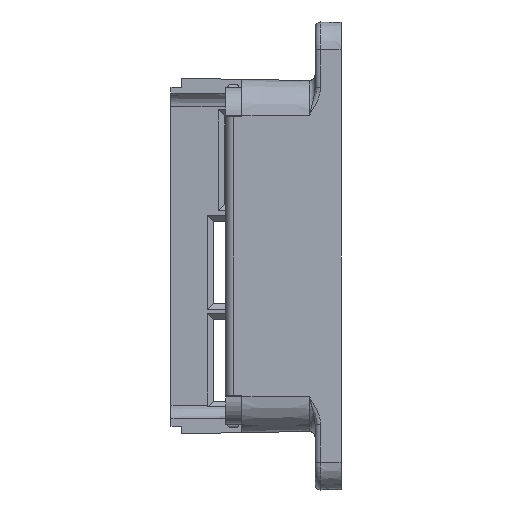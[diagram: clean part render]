
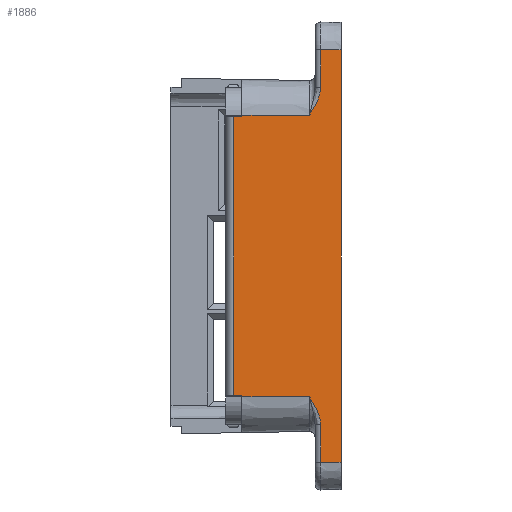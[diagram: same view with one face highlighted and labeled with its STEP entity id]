
A CAD part, left-side view. The second image highlights one B-rep face of the part: STEP entity #1886.
In plain terms, the highlighted planar face has unit normal (-1, -0.018, 0).
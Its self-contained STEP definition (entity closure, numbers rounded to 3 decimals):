
#1 = EDGE_CURVE ( 'NONE', #6398, #550, #8975, .T. ) ;
#38 = DIRECTION ( 'NONE',  ( 0., 0., -1. ) ) ;
#39 = CARTESIAN_POINT ( 'NONE',  ( -6.296, 3.745, 0. ) ) ;
#55 = CARTESIAN_POINT ( 'NONE',  ( -6.6, 21.16, 0. ) ) ;
#69 = ORIENTED_EDGE ( 'NONE', *, *, #9702, .T. ) ;
#124 = LINE ( 'NONE', #7570, #6547 ) ;
#158 = EDGE_CURVE ( 'NONE', #725, #550, #3916, .T. ) ;
#296 = ORIENTED_EDGE ( 'NONE', *, *, #158, .T. ) ;
#333 = VERTEX_POINT ( 'NONE', #423 ) ;
#386 = CARTESIAN_POINT ( 'NONE',  ( -6.311, 4.621, -53.626 ) ) ;
#423 = CARTESIAN_POINT ( 'NONE',  ( -6.296, 3.745, -56.709 ) ) ;
#522 = VECTOR ( 'NONE', #4664, 1000. ) ;
#550 = VERTEX_POINT ( 'NONE', #5791 ) ;
#645 = VERTEX_POINT ( 'NONE', #7499 ) ;
#724 = VECTOR ( 'NONE', #9117, 1000. ) ;
#725 = VERTEX_POINT ( 'NONE', #9735 ) ;
#758 = EDGE_CURVE ( 'NONE', #6398, #1266, #2041, .T. ) ;
#807 = CARTESIAN_POINT ( 'NONE',  ( -6.6, 21.16, -51.34 ) ) ;
#838 = CARTESIAN_POINT ( 'NONE',  ( -6.231, 0., 0. ) ) ;
#845 = CARTESIAN_POINT ( 'NONE',  ( -6.574, 19.685, -51.34 ) ) ;
#904 = VERTEX_POINT ( 'NONE', #845 ) ;
#1146 = VECTOR ( 'NONE', #9320, 1000. ) ;
#1266 = VERTEX_POINT ( 'NONE', #3054 ) ;
#1315 = CARTESIAN_POINT ( 'NONE',  ( -6.332, 5.78, 0. ) ) ;
#1391 = ORIENTED_EDGE ( 'NONE', *, *, #758, .T. ) ;
#1430 = VERTEX_POINT ( 'NONE', #2101 ) ;
#1458 = DIRECTION ( 'NONE',  ( 0.017, -1., 0. ) ) ;
#1462 = CARTESIAN_POINT ( 'NONE',  ( -6.332, 5.78, -51.64 ) ) ;
#1617 = DIRECTION ( 'NONE',  ( 0., 0., 1. ) ) ;
#1656 = CARTESIAN_POINT ( 'NONE',  ( -6.315, 4.814, 1.569 ) ) ;
#1886 = ADVANCED_FACE ( 'NONE', ( #2248 ), #4517, .T. ) ;
#1912 = VECTOR ( 'NONE', #1617, 1000. ) ;
#2006 = VERTEX_POINT ( 'NONE', #6473 ) ;
#2041 = LINE ( 'NONE', #39, #5619 ) ;
#2101 = CARTESIAN_POINT ( 'NONE',  ( -6.574, 19.685, -0.3 ) ) ;
#2248 = FACE_OUTER_BOUND ( 'NONE', #9381, .T. ) ;
#2421 = EDGE_CURVE ( 'NONE', #4163, #725, #4347, .T. ) ;
#2493 = CARTESIAN_POINT ( 'NONE',  ( -6.302, 4.078, 3.255 ) ) ;
#2552 = ORIENTED_EDGE ( 'NONE', *, *, #2421, .T. ) ;
#2609 = CARTESIAN_POINT ( 'NONE',  ( -6.548, 18.16, 0. ) ) ;
#2640 = ORIENTED_EDGE ( 'NONE', *, *, #5265, .F. ) ;
#2697 = VECTOR ( 'NONE', #7832, 1000. ) ;
#2771 = VERTEX_POINT ( 'NONE', #1462 ) ;
#2803 = EDGE_CURVE ( 'NONE', #2006, #645, #9148, .T. ) ;
#2828 = LINE ( 'NONE', #5112, #6158 ) ;
#2969 = ORIENTED_EDGE ( 'NONE', *, *, #4034, .T. ) ;
#2985 = DIRECTION ( 'NONE',  ( 0.017, -1., 0. ) ) ;
#3044 = DIRECTION ( 'NONE',  ( -0.017, 1., 0. ) ) ;
#3054 = CARTESIAN_POINT ( 'NONE',  ( -6.296, 3.745, 5.069 ) ) ;
#3094 = AXIS2_PLACEMENT_3D ( 'NONE', #55, #4555, #2985 ) ;
#3189 = LINE ( 'NONE', #4743, #1146 ) ;
#3221 = B_SPLINE_CURVE_WITH_KNOTS ( 'NONE', 3,
 ( #8019, #8800, #8772, #4900, #386, #9593, #7991, #5676, #4963, #3438, #5642, #5705 ),
 .UNSPECIFIED., .F., .F.,
 ( 4, 2, 2, 2, 2, 4 ),
 ( 0., 0.001, 0.003, 0.003, 0.004, 0.005 ),
 .UNSPECIFIED. ) ;
#3294 = CARTESIAN_POINT ( 'NONE',  ( -6.296, 3.745, 5.069 ) ) ;
#3362 = CARTESIAN_POINT ( 'NONE',  ( -6.548, 18.16, -0.3 ) ) ;
#3435 = EDGE_CURVE ( 'NONE', #6364, #1430, #3482, .T. ) ;
#3438 = CARTESIAN_POINT ( 'NONE',  ( -6.297, 3.821, -55.787 ) ) ;
#3482 = LINE ( 'NONE', #8356, #4795 ) ;
#3536 = CARTESIAN_POINT ( 'NONE',  ( -6.548, 18.16, 0. ) ) ;
#3683 = LINE ( 'NONE', #7717, #4173 ) ;
#3812 = CARTESIAN_POINT ( 'NONE',  ( -6.6, 21.16, 11.98 ) ) ;
#3844 = DIRECTION ( 'NONE',  ( 0., 0., -1. ) ) ;
#3916 = LINE ( 'NONE', #838, #1912 ) ;
#3929 = CARTESIAN_POINT ( 'NONE',  ( -6.548, 18.16, 0. ) ) ;
#4034 = EDGE_CURVE ( 'NONE', #333, #4163, #3683, .T. ) ;
#4163 = VERTEX_POINT ( 'NONE', #7938 ) ;
#4173 = VECTOR ( 'NONE', #38, 1000. ) ;
#4347 = LINE ( 'NONE', #9873, #6744 ) ;
#4517 = PLANE ( 'NONE',  #3094 ) ;
#4555 = DIRECTION ( 'NONE',  ( -1., -0.017, 0. ) ) ;
#4664 = DIRECTION ( 'NONE',  ( 0., 0., 1. ) ) ;
#4715 = EDGE_CURVE ( 'NONE', #2006, #2771, #3189, .T. ) ;
#4717 = LINE ( 'NONE', #2609, #2697 ) ;
#4743 = CARTESIAN_POINT ( 'NONE',  ( -6.6, 21.16, -51.64 ) ) ;
#4795 = VECTOR ( 'NONE', #3044, 1000. ) ;
#4805 = EDGE_CURVE ( 'NONE', #2771, #333, #3221, .T. ) ;
#4900 = CARTESIAN_POINT ( 'NONE',  ( -6.315, 4.839, -53.221 ) ) ;
#4951 = ORIENTED_EDGE ( 'NONE', *, *, #1, .F. ) ;
#4963 = CARTESIAN_POINT ( 'NONE',  ( -6.301, 4.004, -55.117 ) ) ;
#4996 = VECTOR ( 'NONE', #7645, 1000. ) ;
#5112 = CARTESIAN_POINT ( 'NONE',  ( -6.574, 19.685, -51.34 ) ) ;
#5265 = EDGE_CURVE ( 'NONE', #6364, #5413, #4717, .T. ) ;
#5291 = ORIENTED_EDGE ( 'NONE', *, *, #3435, .T. ) ;
#5413 = VERTEX_POINT ( 'NONE', #3536 ) ;
#5553 = CARTESIAN_POINT ( 'NONE',  ( -6.305, 4.241, 2.823 ) ) ;
#5619 = VECTOR ( 'NONE', #3844, 1000. ) ;
#5642 = CARTESIAN_POINT ( 'NONE',  ( -6.296, 3.745, -56.242 ) ) ;
#5676 = CARTESIAN_POINT ( 'NONE',  ( -6.302, 4.078, -54.895 ) ) ;
#5705 = CARTESIAN_POINT ( 'NONE',  ( -6.296, 3.745, -56.709 ) ) ;
#5791 = CARTESIAN_POINT ( 'NONE',  ( -6.231, 0., 11.98 ) ) ;
#5889 = ORIENTED_EDGE ( 'NONE', *, *, #4715, .T. ) ;
#6134 = ORIENTED_EDGE ( 'NONE', *, *, #4805, .T. ) ;
#6158 = VECTOR ( 'NONE', #6533, 1000. ) ;
#6228 = CARTESIAN_POINT ( 'NONE',  ( -6.297, 3.821, 4.147 ) ) ;
#6328 = CARTESIAN_POINT ( 'NONE',  ( -6.306, 4.331, 2.611 ) ) ;
#6364 = VERTEX_POINT ( 'NONE', #3362 ) ;
#6398 = VERTEX_POINT ( 'NONE', #6460 ) ;
#6460 = CARTESIAN_POINT ( 'NONE',  ( -6.296, 3.745, 11.98 ) ) ;
#6473 = CARTESIAN_POINT ( 'NONE',  ( -6.548, 18.16, -51.64 ) ) ;
#6533 = DIRECTION ( 'NONE',  ( 0., 0., -1. ) ) ;
#6547 = VECTOR ( 'NONE', #1458, 1000. ) ;
#6744 = VECTOR ( 'NONE', #6780, 1000. ) ;
#6780 = DIRECTION ( 'NONE',  ( 0.017, -1., 0. ) ) ;
#7133 = EDGE_CURVE ( 'NONE', #645, #904, #9466, .T. ) ;
#7234 = CARTESIAN_POINT ( 'NONE',  ( -6.332, 5.78, 0. ) ) ;
#7478 = EDGE_CURVE ( 'NONE', #1266, #9896, #8276, .T. ) ;
#7499 = CARTESIAN_POINT ( 'NONE',  ( -6.548, 18.16, -51.34 ) ) ;
#7570 = CARTESIAN_POINT ( 'NONE',  ( -6.6, 21.16, 0. ) ) ;
#7645 = DIRECTION ( 'NONE',  ( -0.017, 1., 0. ) ) ;
#7717 = CARTESIAN_POINT ( 'NONE',  ( -6.296, 3.745, -63.62 ) ) ;
#7832 = DIRECTION ( 'NONE',  ( 0., 0., 1. ) ) ;
#7938 = CARTESIAN_POINT ( 'NONE',  ( -6.296, 3.745, -63.62 ) ) ;
#7991 = CARTESIAN_POINT ( 'NONE',  ( -6.305, 4.241, -54.463 ) ) ;
#8019 = CARTESIAN_POINT ( 'NONE',  ( -6.332, 5.78, -51.64 ) ) ;
#8257 = ORIENTED_EDGE ( 'NONE', *, *, #7478, .T. ) ;
#8276 = B_SPLINE_CURVE_WITH_KNOTS ( 'NONE', 3,
 ( #3294, #9338, #6228, #8577, #2493, #5553, #6328, #1656, #8811, #7234 ),
 .UNSPECIFIED., .F., .F.,
 ( 4, 2, 2, 2, 4 ),
 ( 0., 0.001, 0.002, 0.003, 0.006 ),
 .UNSPECIFIED. ) ;
#8356 = CARTESIAN_POINT ( 'NONE',  ( -6.6, 21.16, -0.3 ) ) ;
#8577 = CARTESIAN_POINT ( 'NONE',  ( -6.301, 4.004, 3.477 ) ) ;
#8696 = EDGE_CURVE ( 'NONE', #5413, #9896, #124, .T. ) ;
#8772 = CARTESIAN_POINT ( 'NONE',  ( -6.323, 5.298, -52.425 ) ) ;
#8800 = CARTESIAN_POINT ( 'NONE',  ( -6.327, 5.54, -52.032 ) ) ;
#8811 = CARTESIAN_POINT ( 'NONE',  ( -6.323, 5.298, 0.786 ) ) ;
#8854 = ORIENTED_EDGE ( 'NONE', *, *, #8696, .F. ) ;
#8975 = LINE ( 'NONE', #3812, #724 ) ;
#9117 = DIRECTION ( 'NONE',  ( 0.017, -1., 0. ) ) ;
#9148 = LINE ( 'NONE', #3929, #522 ) ;
#9320 = DIRECTION ( 'NONE',  ( 0.017, -1., 0. ) ) ;
#9338 = CARTESIAN_POINT ( 'NONE',  ( -6.296, 3.745, 4.602 ) ) ;
#9381 = EDGE_LOOP ( 'NONE', ( #5291, #69, #9603, #9862, #5889, #6134, #2969, #2552, #296, #4951, #1391, #8257, #8854, #2640 ) ) ;
#9466 = LINE ( 'NONE', #807, #4996 ) ;
#9593 = CARTESIAN_POINT ( 'NONE',  ( -6.306, 4.331, -54.251 ) ) ;
#9603 = ORIENTED_EDGE ( 'NONE', *, *, #7133, .F. ) ;
#9702 = EDGE_CURVE ( 'NONE', #1430, #904, #2828, .T. ) ;
#9735 = CARTESIAN_POINT ( 'NONE',  ( -6.231, 0., -63.62 ) ) ;
#9862 = ORIENTED_EDGE ( 'NONE', *, *, #2803, .F. ) ;
#9873 = CARTESIAN_POINT ( 'NONE',  ( -6.6, 21.16, -63.62 ) ) ;
#9896 = VERTEX_POINT ( 'NONE', #1315 ) ;
